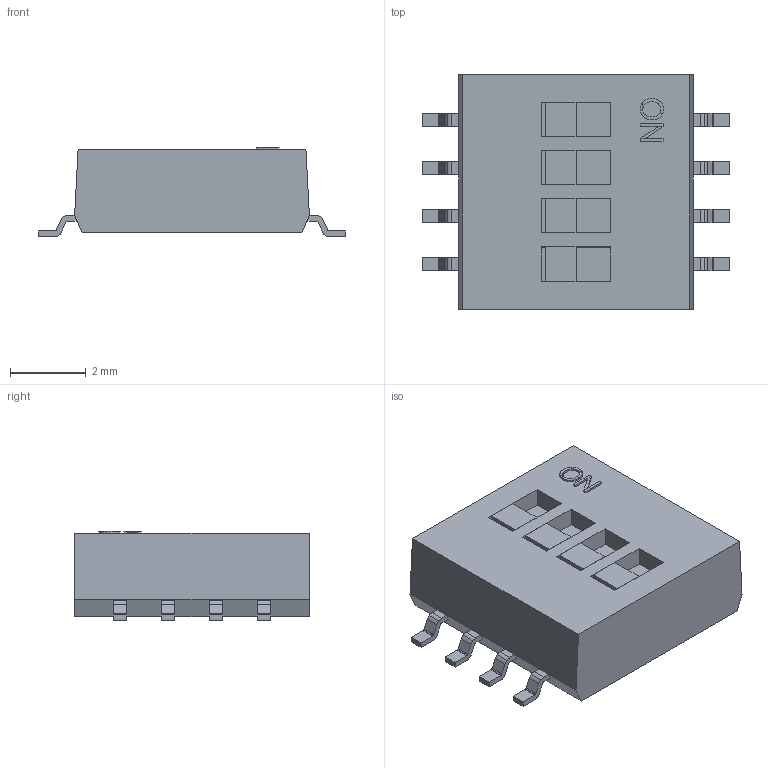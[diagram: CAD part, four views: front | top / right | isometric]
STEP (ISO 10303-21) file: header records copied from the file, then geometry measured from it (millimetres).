
FILE_DESCRIPTION((''),'2;1');
FILE_NAME('SW_TYCO_1571983-4.stp','2009-01-12T16:32:53',(''),(''),'Mechanical Desktop 2006','Mechanical Desktop 2006',', , ');
FILE_SCHEMA(('AUTOMOTIVE_DESIGN { 1 2 10303 214 0 1 1 1 }'));
Length unit declared in the file: millimetre
Products named in the file (1): Product
Bounding box: 8.12 x 6.2 x 2.36 mm (x, y, z)
Volume: 82.1 mm3; surface area: 163.3 mm2
Topology: 18 solids, 18 shells, 317 faces, 831 edges, 554 vertices
Faces by surface type: plane 213, bspline 72, cylinder 32
Entity records: 10138 total; most frequent: CARTESIAN_POINT 2367, ORIENTED_EDGE 1662, DIRECTION 1451, EDGE_CURVE 831, VECTOR 703, LINE 703, VERTEX_POINT 554, AXIS2_PLACEMENT_3D 374
